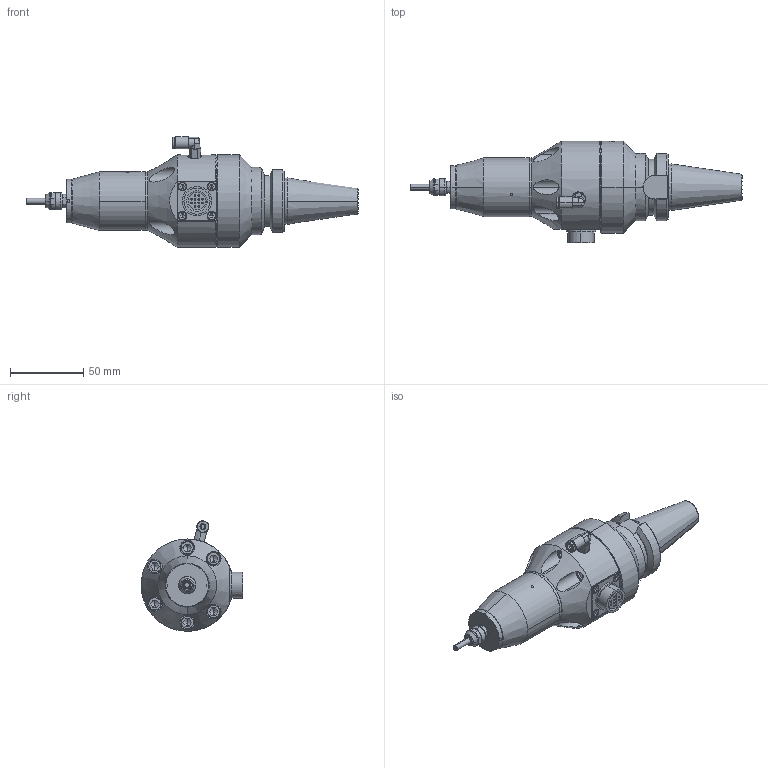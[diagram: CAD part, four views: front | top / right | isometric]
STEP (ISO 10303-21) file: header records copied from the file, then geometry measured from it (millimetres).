
FILE_DESCRIPTION (( 'STEP AP203' ), '1' );
FILE_NAME ('HES810-BT30.STEP', '2018-05-29T08:37:19', ( '' ), ( '' ), 'SwSTEP 2.0', 'SolidWorks 2013', '' );
FILE_SCHEMA (( 'CONFIG_CONTROL_DESIGN' ));
Length unit declared in the file: millimetre
Products named in the file (1): HES810-BT30
Bounding box: 226.37 x 69.5 x 75.47 mm (x, y, z)
Surface area: 41754.9 mm2 (no closed solid volume)
Topology: 0 solids, 36 shells, 390 faces, 1131 edges, 761 vertices
Faces by surface type: plane 134, cylinder 119, cone 96, bspline 41
Full cylindrical faces by diameter (mm): 11.8 x1
Entity records: 22844 total; most frequent: CARTESIAN_POINT 13128, ORIENTED_EDGE 1900, DIRECTION 1874, EDGE_CURVE 1109, VERTEX_POINT 761, AXIS2_PLACEMENT_3D 696, VECTOR 482, LINE 482
